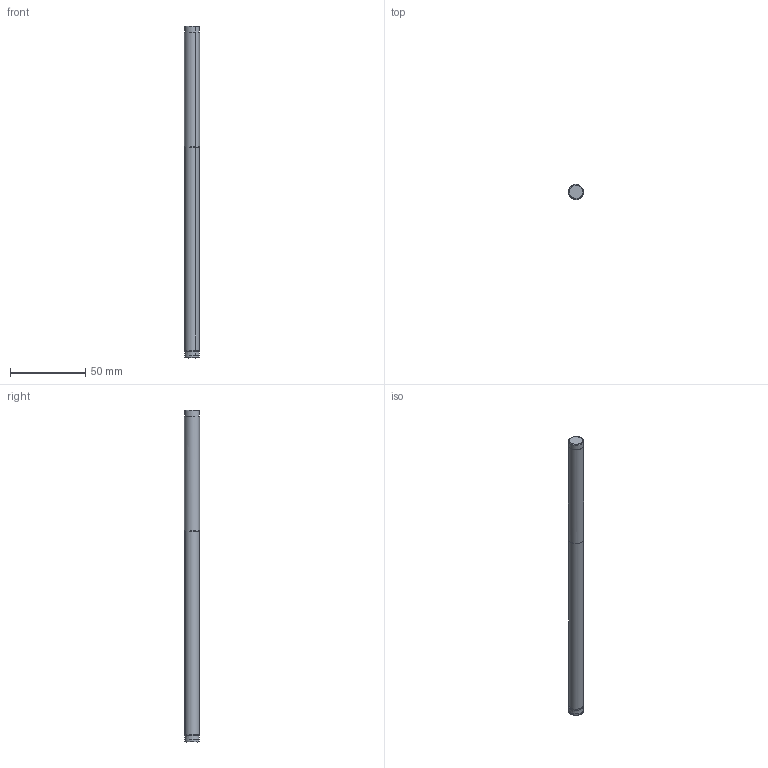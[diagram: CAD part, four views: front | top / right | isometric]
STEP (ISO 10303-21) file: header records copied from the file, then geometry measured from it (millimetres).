
FILE_DESCRIPTION((''),'2;1');
FILE_NAME('12A5S010140T1R00','2015-12-04T',('machinek'),(''),'PRO/ENGINEER BY PARAMETRIC TECHNOLOGY CORPORATION, 2011490','PRO/ENGINEER BY PARAMETRIC TECHNOLOGY CORPORATION, 2011490','');
FILE_SCHEMA(('AUTOMOTIVE_DESIGN { 1 2 10303 214 0 1 1 1 }'));
Length unit declared in the file: millimetre
Products named in the file (3): NO_CUT; CUT; 12A5S010140T1R00
Assembly tree (2 placements, depth 2):
  12A5S010140T1R00
    NO_CUT
    CUT
Bounding box: 10 x 10 x 220 mm (x, y, z)
Volume: 16258.5 mm3; surface area: 7029.3 mm2
Topology: 2 solids, 2 shells, 24 faces, 62 edges, 37 vertices
Faces by surface type: cylinder 8, cone 8, plane 2, torus 2, sphere 2, revolution 2
Entity records: 1124 total; most frequent: CARTESIAN_POINT 159, DIRECTION 149, ORIENTED_EDGE 100, PRESENTATION_STYLE_ASSIGNMENT 65, STYLED_ITEM 65, CURVE_STYLE 63, AXIS2_PLACEMENT_3D 62, EDGE_CURVE 50
